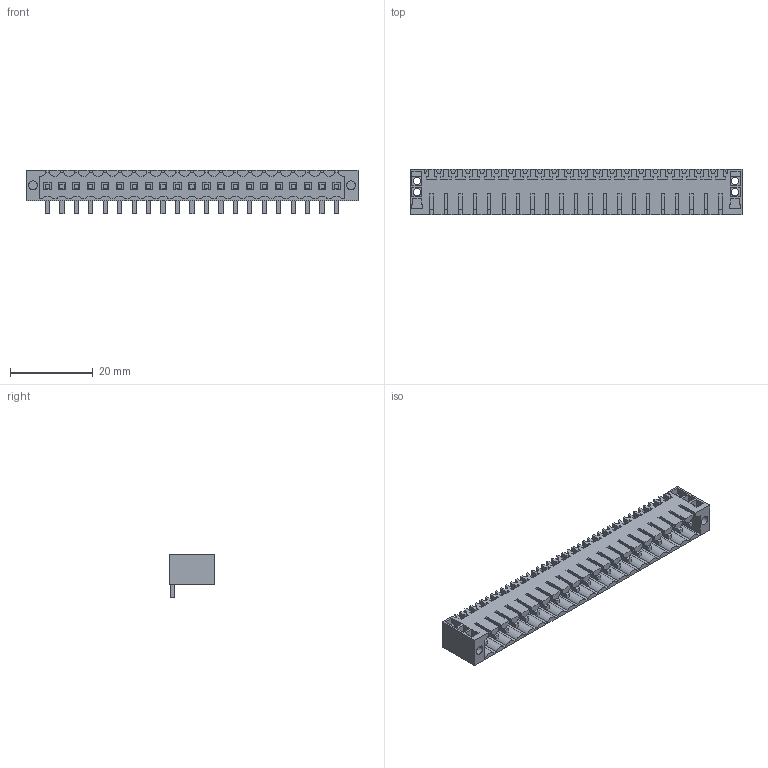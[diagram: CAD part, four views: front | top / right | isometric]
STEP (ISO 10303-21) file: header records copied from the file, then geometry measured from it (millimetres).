
FILE_DESCRIPTION(('CATIA V5 STEP Exchange','CAx-IF Rec.Pracs.--- Model Styling and Organization---1.2---2011-12-15'),'2;1');
FILE_NAME ('D1453621_0_1619810000_1619810000.stp','2018-03-06T09:06:27+00:00',('none'),('Weidmueller'),'CATIA Version 5-6 Release 2014','CATIA V5 STEP AP214','none');
FILE_SCHEMA(('AUTOMOTIVE_DESIGN { 1 0 10303 214 1 1 1 1 }'));
Length unit declared in the file: millimetre
Products named in the file (1): 1619810000
Bounding box: 80.4 x 11.05 x 10.65 mm (x, y, z)
Volume: 2909.3 mm3; surface area: 7941.7 mm2
Topology: 22 solids, 22 shells, 1258 faces, 3844 edges, 2634 vertices
Faces by surface type: plane 1157, cylinder 101
Entity records: 41060 total; most frequent: ORIENTED_EDGE 7680, CARTESIAN_POINT 7237, DIRECTION 5368, EDGE_CURVE 3840, VECTOR 3596, LINE 3596, VERTEX_POINT 2632, EDGE_LOOP 1324
